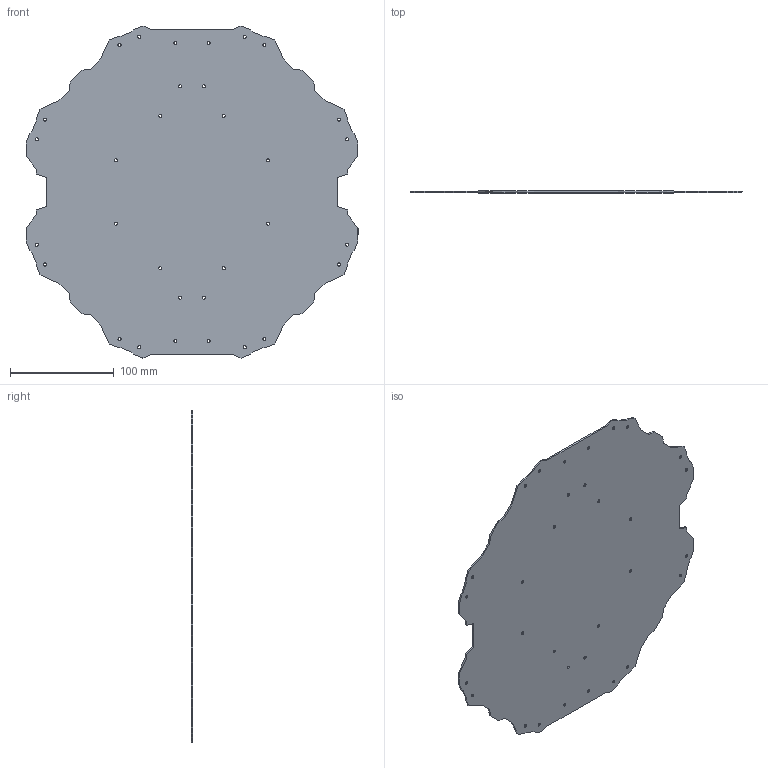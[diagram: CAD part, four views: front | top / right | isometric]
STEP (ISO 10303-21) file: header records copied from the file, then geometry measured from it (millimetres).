
FILE_DESCRIPTION (( 'STEP AP203' ), '1' );
FILE_NAME ('Tarot Hub Bottom Plate_Default_sldprt.STEP', '2017-11-29T20:50:43', ( '' ), ( '' ), 'SwSTEP 2.0', 'SolidWorks 2017', '' );
FILE_SCHEMA (( 'CONFIG_CONTROL_DESIGN' ));
Length unit declared in the file: millimetre
Products named in the file (1): Tarot Hub Bottom Plate_Default_sldprt
Bounding box: 319.25 x 1.5 x 319.25 mm (x, y, z)
Volume: 118691 mm3; surface area: 160367.4 mm2
Topology: 1 solids, 1 shells, 158 faces, 468 edges, 312 vertices
Faces by surface type: plane 94, cylinder 64
Entity records: 5505 total; most frequent: CARTESIAN_POINT 939, ORIENTED_EDGE 936, DIRECTION 914, EDGE_CURVE 468, LINE 340, VECTOR 340, VERTEX_POINT 312, AXIS2_PLACEMENT_3D 287
